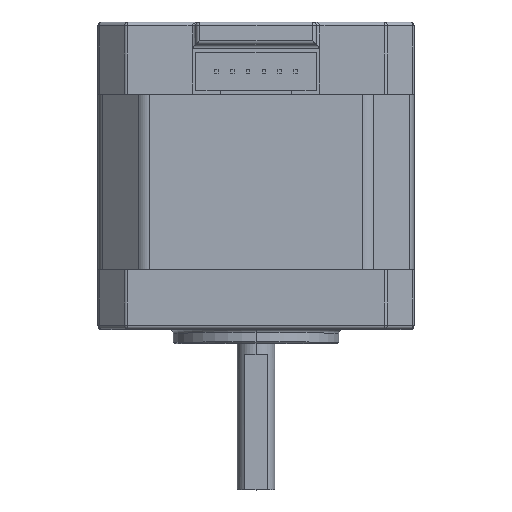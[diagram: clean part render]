
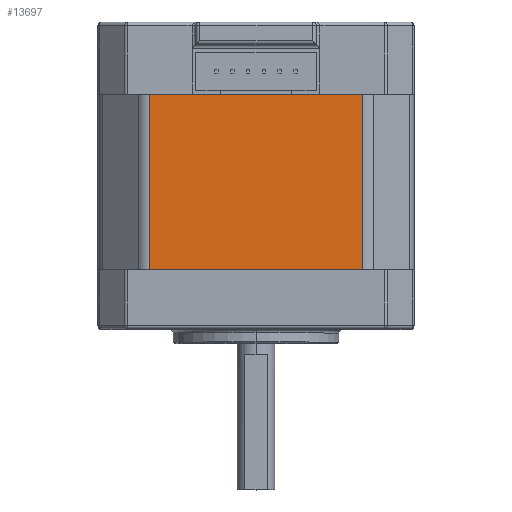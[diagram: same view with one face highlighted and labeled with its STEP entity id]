
A CAD part, top view. The second image highlights one B-rep face of the part: STEP entity #13697.
In plain terms, the highlighted planar face has unit normal (0, 0, 1).
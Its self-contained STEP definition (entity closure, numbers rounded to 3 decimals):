
#327 = CARTESIAN_POINT ( 'NONE',  ( 14.172, -23.3, 21. ) ) ;
#349 = EDGE_LOOP ( 'NONE', ( #10554, #859, #13446, #4319 ) ) ;
#495 = PLANE ( 'NONE',  #3479 ) ;
#859 = ORIENTED_EDGE ( 'NONE', *, *, #7114, .T. ) ;
#914 = CARTESIAN_POINT ( 'NONE',  ( -14.172, -23.3, 21. ) ) ;
#1917 = CARTESIAN_POINT ( 'NONE',  ( 14.172, 0., 21. ) ) ;
#2457 = DIRECTION ( 'NONE',  ( 0., -1., 0. ) ) ;
#3033 = VERTEX_POINT ( 'NONE', #914 ) ;
#3252 = CARTESIAN_POINT ( 'NONE',  ( 14.172, 0., 21. ) ) ;
#3479 = AXIS2_PLACEMENT_3D ( 'NONE', #13263, #11491, #6766 ) ;
#3900 = CARTESIAN_POINT ( 'NONE',  ( -14.172, 0., 21. ) ) ;
#4319 = ORIENTED_EDGE ( 'NONE', *, *, #17602, .T. ) ;
#4533 = LINE ( 'NONE', #11124, #8851 ) ;
#5400 = VERTEX_POINT ( 'NONE', #3900 ) ;
#6766 = DIRECTION ( 'NONE',  ( -1., 0., 0. ) ) ;
#6930 = EDGE_CURVE ( 'NONE', #16768, #3033, #11265, .T. ) ;
#7114 = EDGE_CURVE ( 'NONE', #5400, #3033, #18478, .T. ) ;
#8851 = VECTOR ( 'NONE', #14168, 1000. ) ;
#10554 = ORIENTED_EDGE ( 'NONE', *, *, #12632, .T. ) ;
#11124 = CARTESIAN_POINT ( 'NONE',  ( -21., 0., 21. ) ) ;
#11265 = LINE ( 'NONE', #17659, #18376 ) ;
#11491 = DIRECTION ( 'NONE',  ( 0., 0., -1. ) ) ;
#12632 = EDGE_CURVE ( 'NONE', #12787, #5400, #4533, .T. ) ;
#12787 = VERTEX_POINT ( 'NONE', #1917 ) ;
#13263 = CARTESIAN_POINT ( 'NONE',  ( -21., -23.3, 21. ) ) ;
#13446 = ORIENTED_EDGE ( 'NONE', *, *, #6930, .F. ) ;
#13697 = ADVANCED_FACE ( 'NONE', ( #19569 ), #495, .F. ) ;
#14168 = DIRECTION ( 'NONE',  ( -1., 0., 0. ) ) ;
#15944 = LINE ( 'NONE', #3252, #19035 ) ;
#16398 = DIRECTION ( 'NONE',  ( -1., 0., 0. ) ) ;
#16768 = VERTEX_POINT ( 'NONE', #327 ) ;
#17602 = EDGE_CURVE ( 'NONE', #16768, #12787, #15944, .T. ) ;
#17659 = CARTESIAN_POINT ( 'NONE',  ( -21., -23.3, 21. ) ) ;
#18376 = VECTOR ( 'NONE', #16398, 1000. ) ;
#18478 = LINE ( 'NONE', #19858, #20729 ) ;
#19035 = VECTOR ( 'NONE', #19190, 1000. ) ;
#19190 = DIRECTION ( 'NONE',  ( 0., 1., 0. ) ) ;
#19569 = FACE_OUTER_BOUND ( 'NONE', #349, .T. ) ;
#19858 = CARTESIAN_POINT ( 'NONE',  ( -14.172, -23.3, 21. ) ) ;
#20729 = VECTOR ( 'NONE', #2457, 1000. ) ;
